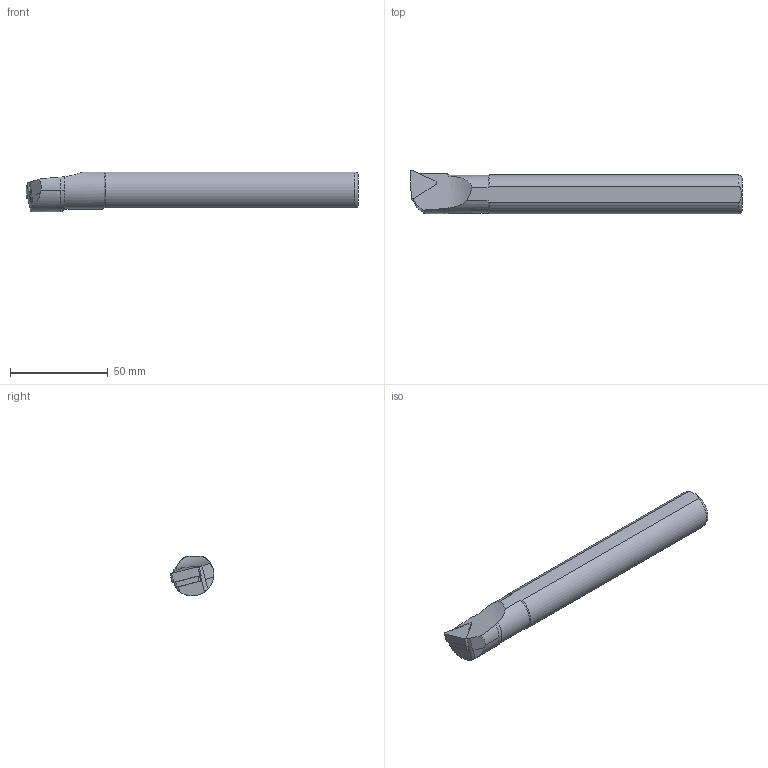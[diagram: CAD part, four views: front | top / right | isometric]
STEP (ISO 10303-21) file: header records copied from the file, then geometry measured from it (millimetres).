
FILE_DESCRIPTION(/* description */ (''),/* implementation_level */ '2;1');
FILE_NAME(/* name */ 'A20P-PTUNL-16.stp',/* time_stamp */ '2023-10-17T19:01:41+03:00',/* author */ (''),/* organization */ (''),/* preprocessor_version */ 'ST-DEVELOPER v19.4',/* originating_system */ 'SIEMENS PLM Software NX2306.3001',/* authorisation */ '');
FILE_SCHEMA (('AUTOMOTIVE_DESIGN { 1 0 10303 214 3 1 1 1 }'));
Length unit declared in the file: millimetre
Products named in the file (1): A20P-PTUNR-16
Bounding box: 169.93 x 22.49 x 20.24 mm (x, y, z)
Volume: 49786.4 mm3; surface area: 11408.1 mm2
Topology: 2 solids, 2 shells, 44 faces, 113 edges, 73 vertices
Faces by surface type: plane 22, cylinder 16, cone 4, bspline 1, torus 1
Entity records: 1707 total; most frequent: CARTESIAN_POINT 584, ORIENTED_EDGE 222, DIRECTION 206, EDGE_CURVE 111, AXIS2_PLACEMENT_3D 77, VERTEX_POINT 72, LINE 52, VECTOR 52
